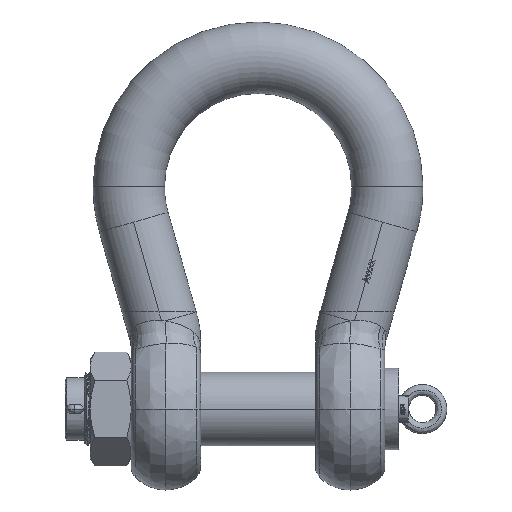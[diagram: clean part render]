
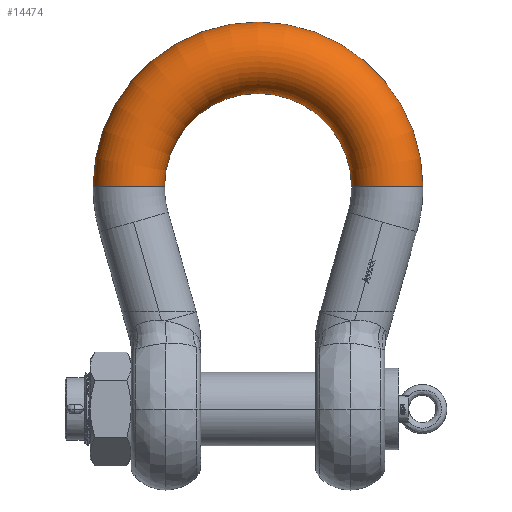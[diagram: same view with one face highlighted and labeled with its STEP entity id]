
A CAD part, front view. The second image highlights one B-rep face of the part: STEP entity #14474.
In plain terms, the highlighted toroidal (fillet/blend) face has major radius 190 mm and minor radius 52.495 mm.
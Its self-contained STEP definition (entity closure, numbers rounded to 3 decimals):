
#14427=AXIS2_PLACEMENT_3D('Circle Axis2P3D',#14425,#14426,$) ;
#14434=AXIS2_PLACEMENT_3D('Circle Axis2P3D',#14432,#14433,$) ;
#14461=AXIS2_PLACEMENT_3D('Torus Axis2P3D',#14458,#14459,#14460) ;
#14465=AXIS2_PLACEMENT_3D('Circle Axis2P3D',#14463,#14464,$) ;
#12423=CARTESIAN_POINT('Vertex',(-137.505,326.5,0.)) ;
#12425=CARTESIAN_POINT('Vertex',(-242.495,326.5,0.)) ;
#12429=CARTESIAN_POINT('Control Point',(-242.495,326.5,0.)) ;
#12430=CARTESIAN_POINT('Control Point',(-242.495,326.5,-4.969)) ;
#12431=CARTESIAN_POINT('Control Point',(-241.907,326.5,-9.938)) ;
#12432=CARTESIAN_POINT('Control Point',(-240.731,326.5,-14.815)) ;
#12433=CARTESIAN_POINT('Control Point',(-237.247,326.5,-24.197)) ;
#12434=CARTESIAN_POINT('Control Point',(-231.67,326.5,-32.507)) ;
#12435=CARTESIAN_POINT('Control Point',(-228.401,326.5,-36.311)) ;
#12436=CARTESIAN_POINT('Control Point',(-221.023,326.5,-43.074)) ;
#12437=CARTESIAN_POINT('Control Point',(-212.272,326.5,-47.928)) ;
#12438=CARTESIAN_POINT('Control Point',(-207.627,326.5,-49.824)) ;
#12439=CARTESIAN_POINT('Control Point',(-197.978,326.5,-52.48)) ;
#12440=CARTESIAN_POINT('Control Point',(-187.976,326.5,-52.811)) ;
#12441=CARTESIAN_POINT('Control Point',(-182.978,326.5,-52.381)) ;
#12442=CARTESIAN_POINT('Control Point',(-173.179,326.5,-50.347)) ;
#12443=CARTESIAN_POINT('Control Point',(-164.125,326.5,-46.083)) ;
#12444=CARTESIAN_POINT('Control Point',(-159.873,326.5,-43.422)) ;
#12445=CARTESIAN_POINT('Control Point',(-152.078,326.5,-37.145)) ;
#12446=CARTESIAN_POINT('Control Point',(-145.964,326.5,-29.222)) ;
#12447=CARTESIAN_POINT('Control Point',(-143.392,326.5,-24.915)) ;
#12448=CARTESIAN_POINT('Control Point',(-140.054,326.5,-17.432)) ;
#12449=CARTESIAN_POINT('Control Point',(-138.222,326.5,-9.48)) ;
#12450=CARTESIAN_POINT('Control Point',(-137.744,326.5,-6.336)) ;
#12451=CARTESIAN_POINT('Control Point',(-137.505,326.5,-3.168)) ;
#12452=CARTESIAN_POINT('Control Point',(-137.505,326.5,0.)) ;
#14425=CARTESIAN_POINT('Axis2P3D Location',(0.,326.5,0.)) ;
#14429=CARTESIAN_POINT('Vertex',(242.495,326.5,0.)) ;
#14432=CARTESIAN_POINT('Axis2P3D Location',(0.,326.5,0.)) ;
#14436=CARTESIAN_POINT('Vertex',(137.505,326.5,0.)) ;
#14458=CARTESIAN_POINT('Axis2P3D Location',(0.,326.5,0.)) ;
#14463=CARTESIAN_POINT('Axis2P3D Location',(190.,326.5,0.)) ;
#14426=DIRECTION('Axis2P3D Direction',(0.,0.,-1.)) ;
#14433=DIRECTION('Axis2P3D Direction',(0.,0.,-1.)) ;
#14459=DIRECTION('Axis2P3D Direction',(0.,0.,-1.)) ;
#14460=DIRECTION('Axis2P3D XDirection',(-1.,0.,0.)) ;
#14464=DIRECTION('Axis2P3D Direction',(0.,1.,0.)) ;
#14469=ORIENTED_EDGE('',*,*,#14438,.T.) ;
#14470=ORIENTED_EDGE('',*,*,#12453,.F.) ;
#14471=ORIENTED_EDGE('',*,*,#14431,.T.) ;
#14472=ORIENTED_EDGE('',*,*,#14467,.F.) ;
#14474=ADVANCED_FACE('',(#14473),#14462,.T.) ;
#12428=B_SPLINE_CURVE_WITH_KNOTS('',5,(#12429,#12430,#12431,#12432,#12433,#12434,#12435,#12436,#12437,#12438,#12439,#12440,#12441,#12442,#12443,#12444,#12445,#12446,#12447,#12448,#12449,#12450,#12451,#12452),.UNSPECIFIED.,.F.,.U.,(6,3,3,3,3,3,3,6),(0.,35.138,70.275,105.413,140.551,175.689,210.826,233.227),.UNSPECIFIED.) ;
#14428=CIRCLE('generated circle',#14427,242.495) ;
#14435=CIRCLE('generated circle',#14434,137.505) ;
#14466=CIRCLE('generated circle',#14465,52.495) ;
#14462=TOROIDAL_SURFACE('homeo Torus',#14461,190.,52.495) ;
#12453=EDGE_CURVE('',#12426,#12424,#12428,.T.) ;
#14431=EDGE_CURVE('',#12426,#14430,#14428,.T.) ;
#14438=EDGE_CURVE('',#14437,#12424,#14435,.F.) ;
#14467=EDGE_CURVE('',#14437,#14430,#14466,.F.) ;
#14468=EDGE_LOOP('',(#14469,#14470,#14471,#14472)) ;
#14473=FACE_OUTER_BOUND('',#14468,.T.) ;
#12424=VERTEX_POINT('',#12423) ;
#12426=VERTEX_POINT('',#12425) ;
#14430=VERTEX_POINT('',#14429) ;
#14437=VERTEX_POINT('',#14436) ;
